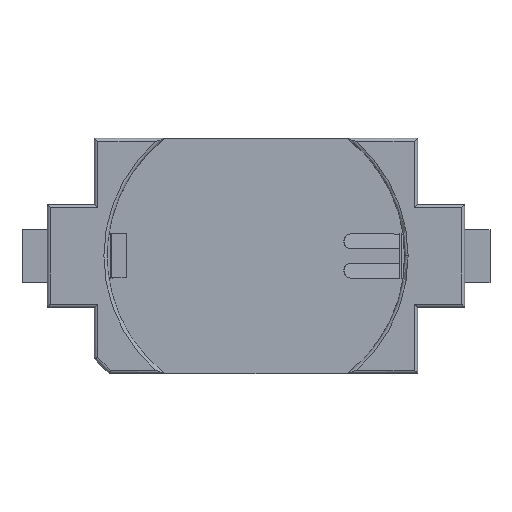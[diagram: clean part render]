
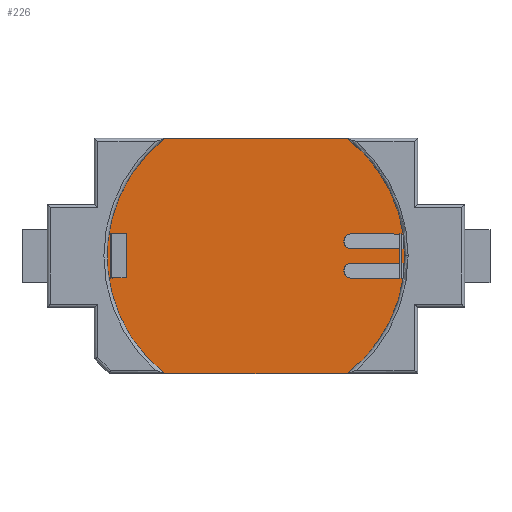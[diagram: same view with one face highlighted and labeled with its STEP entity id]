
A CAD part, top view. The second image highlights one B-rep face of the part: STEP entity #226.
In plain terms, the highlighted planar face has unit normal (0, 0, 1).
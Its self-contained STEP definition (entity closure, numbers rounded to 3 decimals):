
#13=DIRECTION('',(0.,0.,1.));
#34=VECTOR('',#35,1.);
#35=DIRECTION('',(1.,0.,0.));
#49=VERTEX_POINT('',#50);
#50=CARTESIAN_POINT('',(-6.222,-8.,1.1));
#54=ORIENTED_EDGE('',*,*,#55,.T.);
#55=EDGE_CURVE('',#49,#56,#58,.T.);
#56=VERTEX_POINT('',#57);
#57=CARTESIAN_POINT('',(6.222,-8.,1.1));
#58=LINE('',#59,#34);
#59=CARTESIAN_POINT('',(-5.5,-8.,1.1));
#71=DIRECTION('',(0.,1.,0.));
#81=VECTOR('',#71,1.);
#95=DIRECTION('',(-1.,0.,0.));
#142=DIRECTION('',(0.,-1.,0.));
#176=VERTEX_POINT('',#177);
#177=CARTESIAN_POINT('',(6.222,8.,1.1));
#180=EDGE_CURVE('',#181,#176,#183,.T.);
#181=VERTEX_POINT('',#182);
#182=CARTESIAN_POINT('',(10.135,0.,1.1));
#183=CIRCLE('',#184,10.135);
#184=AXIS2_PLACEMENT_3D('',#185,#13,#35);
#185=CARTESIAN_POINT('',(0.,0.,1.1));
#187=EDGE_CURVE('',#56,#181,#183,.T.);
#226=ADVANCED_FACE('',(#227,#240,#271),#337,.T.);
#227=FACE_BOUND('',#228,.T.);
#228=EDGE_LOOP('',(#229,#230,#231,#238,#54));
#229=ORIENTED_EDGE('',*,*,#187,.T.);
#230=ORIENTED_EDGE('',*,*,#180,.T.);
#231=ORIENTED_EDGE('',*,*,#232,.T.);
#232=EDGE_CURVE('',#176,#233,#235,.T.);
#233=VERTEX_POINT('',#234);
#234=CARTESIAN_POINT('',(-6.222,8.,1.1));
#235=LINE('',#236,#237);
#236=CARTESIAN_POINT('',(5.5,8.,1.1));
#237=VECTOR('',#95,1.);
#238=ORIENTED_EDGE('',*,*,#239,.T.);
#239=EDGE_CURVE('',#233,#49,#183,.T.);
#240=FACE_BOUND('',#241,.T.);
#241=EDGE_LOOP('',(#242,#252,#259,#267));
#242=ORIENTED_EDGE('',*,*,#243,.F.);
#243=EDGE_CURVE('',#244,#246,#248,.T.);
#244=VERTEX_POINT('',#245);
#245=CARTESIAN_POINT('',(-9.785,1.5,1.1));
#246=VERTEX_POINT('',#247);
#247=CARTESIAN_POINT('',(-9.885,1.5,1.1));
#248=LINE('',#249,#250);
#249=CARTESIAN_POINT('',(-4.872,1.5,1.1));
#250=VECTOR('',#251,1.);
#251=DIRECTION('',(-1.,0.,0.));
#252=ORIENTED_EDGE('',*,*,#253,.T.);
#253=EDGE_CURVE('',#244,#254,#256,.T.);
#254=VERTEX_POINT('',#255);
#255=CARTESIAN_POINT('',(-9.785,-1.5,1.1));
#256=LINE('',#257,#258);
#257=CARTESIAN_POINT('',(-9.785,-0.75,1.1));
#258=VECTOR('',#142,1.);
#259=ORIENTED_EDGE('',*,*,#260,.F.);
#260=EDGE_CURVE('',#261,#254,#263,.T.);
#261=VERTEX_POINT('',#262);
#262=CARTESIAN_POINT('',(-9.885,-1.5,1.1));
#263=LINE('',#264,#265);
#264=CARTESIAN_POINT('',(-4.872,-1.5,1.1));
#265=VECTOR('',#266,1.);
#266=DIRECTION('',(1.,0.,0.));
#267=ORIENTED_EDGE('',*,*,#268,.T.);
#268=EDGE_CURVE('',#261,#246,#269,.T.);
#269=LINE('',#270,#81);
#270=CARTESIAN_POINT('',(-9.885,0.75,1.1));
#271=FACE_BOUND('',#272,.T.);
#272=EDGE_LOOP('',(#273,#281,#287,#292,#298,#303,#307,#313,#319,#324,#330,#335));
#273=ORIENTED_EDGE('',*,*,#274,.T.);
#274=EDGE_CURVE('',#275,#277,#279,.T.);
#275=VERTEX_POINT('',#276);
#276=CARTESIAN_POINT('',(9.785,-0.5,1.1));
#277=VERTEX_POINT('',#278);
#278=CARTESIAN_POINT('',(9.785,0.5,1.1));
#279=LINE('',#280,#81);
#280=CARTESIAN_POINT('',(9.785,0.75,1.1));
#281=ORIENTED_EDGE('',*,*,#282,.T.);
#282=EDGE_CURVE('',#277,#283,#285,.T.);
#283=VERTEX_POINT('',#284);
#284=CARTESIAN_POINT('',(9.726,0.5,1.1));
#285=LINE('',#286,#237);
#286=CARTESIAN_POINT('',(2.994,0.5,1.1));
#287=ORIENTED_EDGE('',*,*,#288,.T.);
#288=EDGE_CURVE('',#283,#289,#291,.T.);
#289=VERTEX_POINT('',#290);
#290=CARTESIAN_POINT('',(9.726,1.5,1.1));
#291=LINE('',#284,#81);
#292=ORIENTED_EDGE('',*,*,#293,.F.);
#293=EDGE_CURVE('',#294,#289,#296,.T.);
#294=VERTEX_POINT('',#295);
#295=CARTESIAN_POINT('',(10.019,1.5,1.1));
#296=LINE('',#297,#237);
#297=CARTESIAN_POINT('',(4.61,1.5,1.1));
#298=ORIENTED_EDGE('',*,*,#299,.F.);
#299=EDGE_CURVE('',#300,#294,#302,.T.);
#300=VERTEX_POINT('',#301);
#301=CARTESIAN_POINT('',(10.019,0.5,1.1));
#302=LINE('',#301,#81);
#303=ORIENTED_EDGE('',*,*,#304,.T.);
#304=EDGE_CURVE('',#300,#305,#285,.T.);
#305=VERTEX_POINT('',#306);
#306=CARTESIAN_POINT('',(9.885,0.5,1.1));
#307=ORIENTED_EDGE('',*,*,#308,.T.);
#308=EDGE_CURVE('',#305,#309,#311,.T.);
#309=VERTEX_POINT('',#310);
#310=CARTESIAN_POINT('',(9.885,-0.5,1.1));
#311=LINE('',#312,#258);
#312=CARTESIAN_POINT('',(9.885,-0.75,1.1));
#313=ORIENTED_EDGE('',*,*,#314,.T.);
#314=EDGE_CURVE('',#309,#315,#317,.T.);
#315=VERTEX_POINT('',#316);
#316=CARTESIAN_POINT('',(10.019,-0.5,1.1));
#317=LINE('',#318,#34);
#318=CARTESIAN_POINT('',(5.375,-0.5,1.1));
#319=ORIENTED_EDGE('',*,*,#320,.F.);
#320=EDGE_CURVE('',#321,#315,#323,.T.);
#321=VERTEX_POINT('',#322);
#322=CARTESIAN_POINT('',(10.019,-1.5,1.1));
#323=LINE('',#316,#81);
#324=ORIENTED_EDGE('',*,*,#325,.F.);
#325=EDGE_CURVE('',#326,#321,#328,.T.);
#326=VERTEX_POINT('',#327);
#327=CARTESIAN_POINT('',(9.726,-1.5,1.1));
#328=LINE('',#329,#34);
#329=CARTESIAN_POINT('',(4.61,-1.5,1.1));
#330=ORIENTED_EDGE('',*,*,#331,.T.);
#331=EDGE_CURVE('',#326,#332,#334,.T.);
#332=VERTEX_POINT('',#333);
#333=CARTESIAN_POINT('',(9.726,-0.5,1.1));
#334=LINE('',#333,#81);
#335=ORIENTED_EDGE('',*,*,#336,.T.);
#336=EDGE_CURVE('',#332,#275,#317,.T.);
#337=PLANE('',#338);
#338=AXIS2_PLACEMENT_3D('',#339,#13,#35);
#339=CARTESIAN_POINT('',(0.,0.,1.1));
